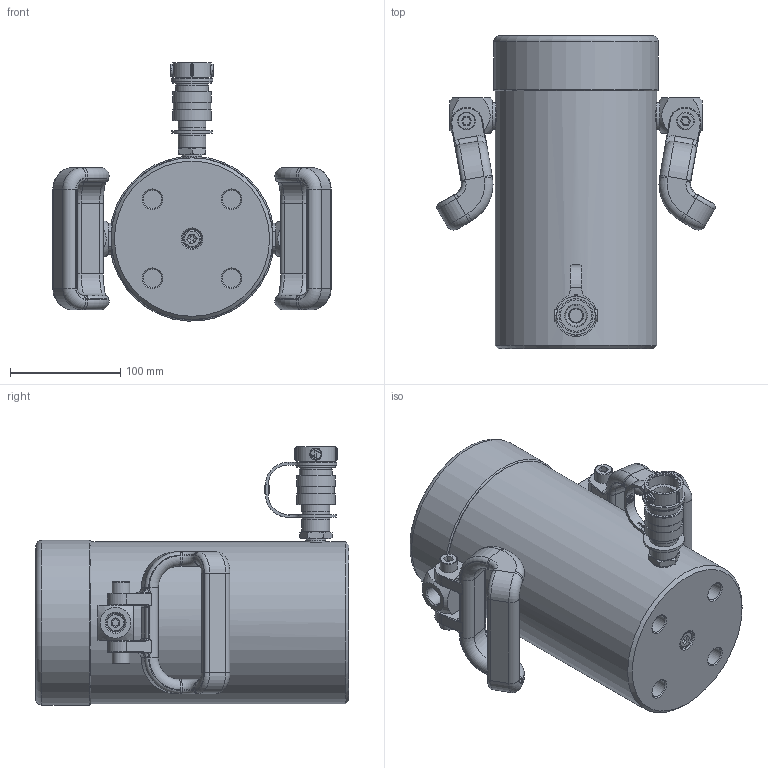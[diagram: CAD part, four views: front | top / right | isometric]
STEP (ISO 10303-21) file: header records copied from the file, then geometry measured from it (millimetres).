
FILE_DESCRIPTION (( 'STEP AP203' ), '1' );
FILE_NAME ('H7506.STEP', '2018-04-10T01:25:36', ( '' ), ( '' ), 'SwSTEP 2.0', 'SolidWorks 2018', '' );
FILE_SCHEMA (( 'CONFIG_CONTROL_DESIGN' ));
Products named in the file (1): H7506
Bounding box: 252.9 x 285.13 x 234.64 mm (x, y, z)
Volume: 4200622.7 mm3; surface area: 631247.5 mm2
Topology: 25 solids, 25 shells, 1090 faces, 2465 edges, 1464 vertices
Faces by surface type: plane 368, cylinder 336, bspline 137, cone 133, torus 108, sphere 8
Full cylindrical faces by diameter (mm): 5 x2, 6 x1, 8.376 x4, 8.5 x4, 9.6 x1, 10 x14, 10.5 x4, 11.5 x1, 14.1 x1, 14.275 x1, 14.5 x1, 16 x10, 16.667 x4, 17 x3, 17.5 x4, 18 x3, 18.6 x1, 18.9 x1, 19.1 x2, 20 x1, 22.6 x1, 25 x1, 25.5 x2, 25.6 x1, 28.3 x1, 28.4 x4, 30 x2, 31 x1, 34 x1, 35 x4
Entity records: 35828 total; most frequent: CARTESIAN_POINT 13723, DIRECTION 4455, ORIENTED_EDGE 4262, EDGE_CURVE 2131, AXIS2_PLACEMENT_3D 1796, EDGE_LOOP 1447, VERTEX_POINT 1400, FACE_OUTER_BOUND 1227
